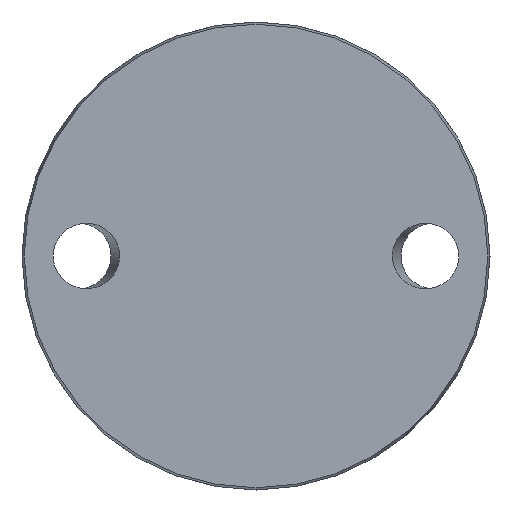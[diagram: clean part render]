
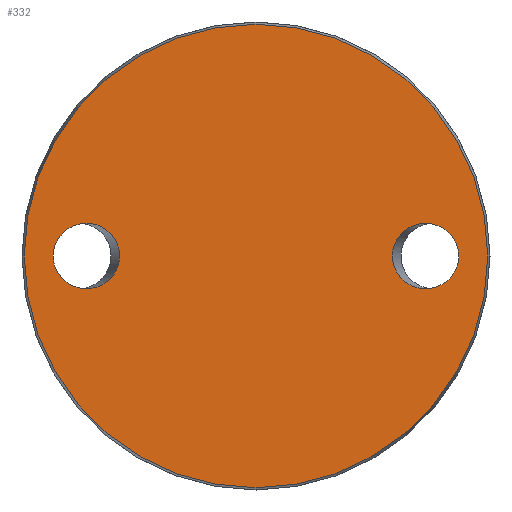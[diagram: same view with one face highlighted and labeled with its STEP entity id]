
A CAD part, front view. The second image highlights one B-rep face of the part: STEP entity #332.
In plain terms, the highlighted planar face has unit normal (0, -1, 0).
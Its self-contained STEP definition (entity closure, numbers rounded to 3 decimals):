
#33 = AXIS2_PLACEMENT_3D ( 'NONE', #800, #174, #721 ) ;
#99 = DIRECTION ( 'NONE',  ( 0., 0., -1. ) ) ;
#105 = VERTEX_POINT ( 'NONE', #722 ) ;
#114 = CARTESIAN_POINT ( 'NONE',  ( -34.385, 0., 0. ) ) ;
#118 = CARTESIAN_POINT ( 'NONE',  ( -51.115, 0., 16.5 ) ) ;
#123 = CARTESIAN_POINT ( 'NONE',  ( 51.115, 0., -16.5 ) ) ;
#174 = DIRECTION ( 'NONE',  ( 0., 1., 0. ) ) ;
#204 = CARTESIAN_POINT ( 'NONE',  ( 34.385, 0., 0. ) ) ;
#216 = VERTEX_POINT ( 'NONE', #607 ) ;
#240 = EDGE_LOOP ( 'NONE', ( #455 ) ) ;
#262 = FACE_BOUND ( 'NONE', #593, .T. ) ;
#273 = CARTESIAN_POINT ( 'NONE',  ( -51.115, 0., 0. ) ) ;
#278 = CARTESIAN_POINT ( 'NONE',  ( 51.115, 0., 16.5 ) ) ;
#302 =( BOUNDED_CURVE ( )  B_SPLINE_CURVE ( 3, ( #273, #118, #669, #114, #655, #590, #978 ),
 .UNSPECIFIED., .T., .T. ) 
 B_SPLINE_CURVE_WITH_KNOTS ( ( 4, 3, 4 ),
 ( 0., 3.142, 6.283 ),
 .UNSPECIFIED. ) 
 CURVE ( )  GEOMETRIC_REPRESENTATION_ITEM ( )  RATIONAL_B_SPLINE_CURVE ( ( 1., 0.333, 0.333, 1., 0.333, 0.333, 1. ) ) 
 REPRESENTATION_ITEM ( '' )  );
#332 = ADVANCED_FACE ( 'NONE', ( #262, #876, #782 ), #866, .F. ) ;
#339 = DIRECTION ( 'NONE',  ( 0., -1., 0. ) ) ;
#356 = CARTESIAN_POINT ( 'NONE',  ( 34.385, 0., 0. ) ) ;
#366 = ORIENTED_EDGE ( 'NONE', *, *, #546, .T. ) ;
#438 = CARTESIAN_POINT ( 'NONE',  ( 51.115, 0., 0. ) ) ;
#439 = EDGE_CURVE ( 'NONE', #105, #105, #461, .T. ) ;
#455 = ORIENTED_EDGE ( 'NONE', *, *, #439, .T. ) ;
#461 = CIRCLE ( 'NONE', #701, 58.425 ) ;
#546 = EDGE_CURVE ( 'NONE', #577, #577, #302, .T. ) ;
#576 = CARTESIAN_POINT ( 'NONE',  ( 0., 0., 0. ) ) ;
#577 = VERTEX_POINT ( 'NONE', #881 ) ;
#584 = EDGE_CURVE ( 'NONE', #216, #216, #784, .T. ) ;
#590 = CARTESIAN_POINT ( 'NONE',  ( -51.115, 0., -16.5 ) ) ;
#593 = EDGE_LOOP ( 'NONE', ( #366 ) ) ;
#607 = CARTESIAN_POINT ( 'NONE',  ( 34.385, 0., 0. ) ) ;
#614 = CARTESIAN_POINT ( 'NONE',  ( 34.385, 0., 16.5 ) ) ;
#655 = CARTESIAN_POINT ( 'NONE',  ( -34.385, 0., -16.5 ) ) ;
#669 = CARTESIAN_POINT ( 'NONE',  ( -34.385, 0., 16.5 ) ) ;
#688 = EDGE_LOOP ( 'NONE', ( #777 ) ) ;
#701 = AXIS2_PLACEMENT_3D ( 'NONE', #576, #339, #99 ) ;
#721 = DIRECTION ( 'NONE',  ( 0., 0., 1. ) ) ;
#722 = CARTESIAN_POINT ( 'NONE',  ( 0., 0., -58.425 ) ) ;
#777 = ORIENTED_EDGE ( 'NONE', *, *, #584, .F. ) ;
#782 = FACE_OUTER_BOUND ( 'NONE', #240, .T. ) ;
#784 =( BOUNDED_CURVE ( )  B_SPLINE_CURVE ( 3, ( #356, #820, #123, #438, #278, #614, #204 ),
 .UNSPECIFIED., .T., .F. ) 
 B_SPLINE_CURVE_WITH_KNOTS ( ( 4, 3, 4 ),
 ( 0., 3.142, 6.283 ),
 .UNSPECIFIED. ) 
 CURVE ( )  GEOMETRIC_REPRESENTATION_ITEM ( )  RATIONAL_B_SPLINE_CURVE ( ( 1., 0.333, 0.333, 1., 0.333, 0.333, 1. ) ) 
 REPRESENTATION_ITEM ( '' )  );
#800 = CARTESIAN_POINT ( 'NONE',  ( -58.425, 0., 0. ) ) ;
#820 = CARTESIAN_POINT ( 'NONE',  ( 34.385, 0., -16.5 ) ) ;
#866 = PLANE ( 'NONE',  #33 ) ;
#876 = FACE_BOUND ( 'NONE', #688, .T. ) ;
#881 = CARTESIAN_POINT ( 'NONE',  ( -51.115, 0., 0. ) ) ;
#978 = CARTESIAN_POINT ( 'NONE',  ( -51.115, 0., 0. ) ) ;
